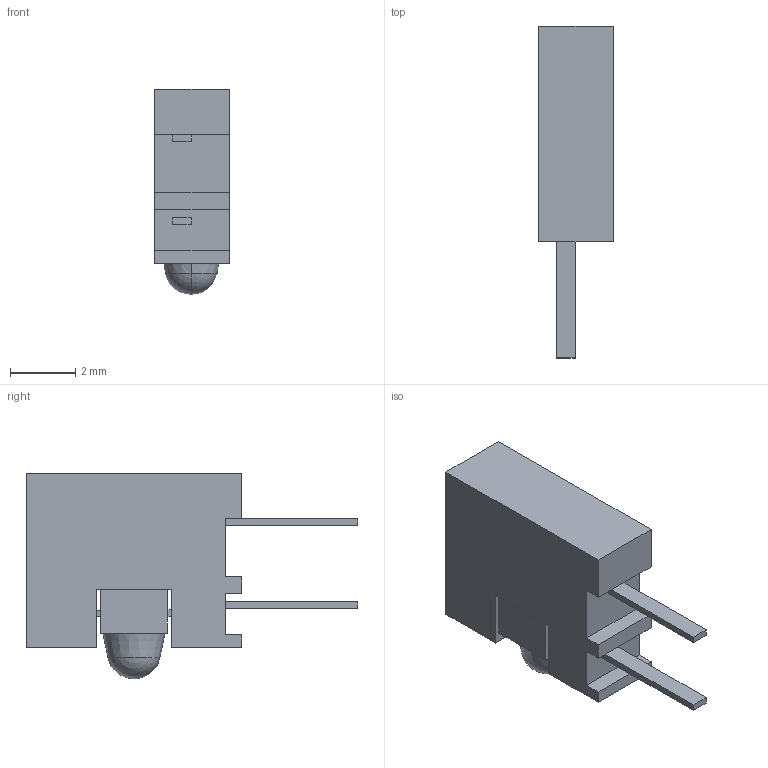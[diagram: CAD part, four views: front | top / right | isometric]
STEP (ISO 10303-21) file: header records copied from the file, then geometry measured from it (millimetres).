
FILE_DESCRIPTION (( 'STEP AP214' ), '1' );
FILE_NAME ('5350T_Series.STEP', '2018-10-04T22:50:03', ( 'user' ), ( 'Microsoft' ), 'SwSTEP 2.0', 'SolidWorks 2018', '' );
FILE_SCHEMA (( 'AUTOMOTIVE_DESIGN' ));
Length unit declared in the file: foot
Products named in the file (3): 4307Tx - B11552; F14577BKV0-A C8233; 5350T_Series
Assembly tree (2 placements, depth 2):
  5350T_Series
    F14577BKV0-A C8233
    4307Tx - B11552
Bounding box: 2.29 x 10.16 x 6.3 mm (x, y, z)
Volume: 78.2 mm3; surface area: 177.1 mm2
Topology: 2 solids, 2 shells, 52 faces, 134 edges, 89 vertices
Faces by surface type: plane 40, cylinder 8, sphere 2, cone 2
Entity records: 1826 total; most frequent: CARTESIAN_POINT 280, DIRECTION 270, ORIENTED_EDGE 268, EDGE_CURVE 134, LINE 112, VECTOR 112, VERTEX_POINT 89, AXIS2_PLACEMENT_3D 79
